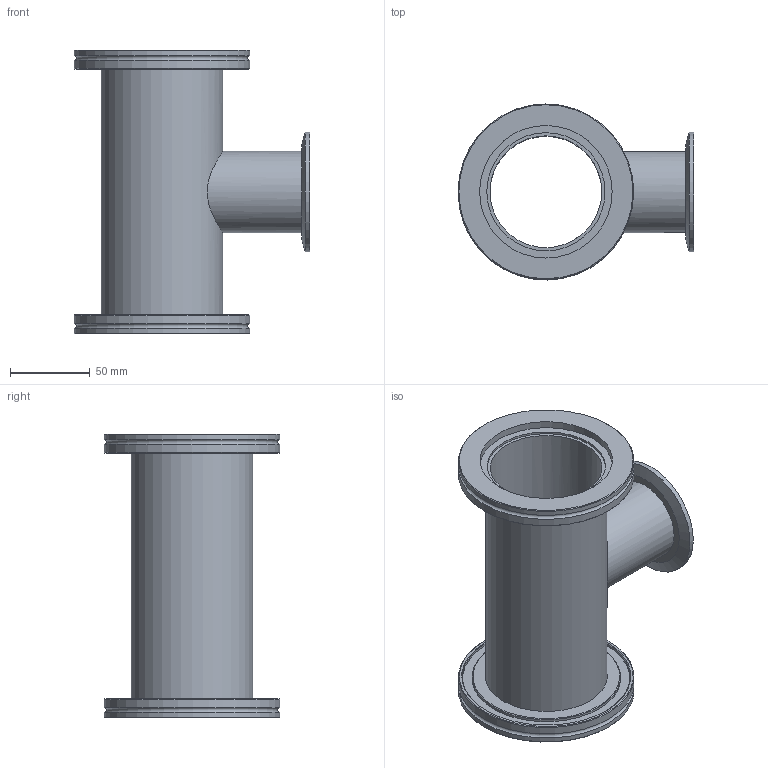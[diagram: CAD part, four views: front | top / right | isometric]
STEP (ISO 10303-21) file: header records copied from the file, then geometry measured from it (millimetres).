
FILE_DESCRIPTION(/* description */ (''),/* implementation_level */ '2;1');
FILE_NAME(/* name */ 'FL-RT80LF-50KF.stp',/* time_stamp */ '2019-01-29T15:31:02+00:00',/* author */ ('paul'),/* organization */ (''),/* preprocessor_version */ 'ST-DEVELOPER v17.2',/* originating_system */ 'Autodesk Inventor 2019',/* authorisation */ '');
FILE_SCHEMA (('AUTOMOTIVE_DESIGN { 1 0 10303 214 3 1 1 }'));
Length unit declared in the file: millimetre
Products named in the file (5): FL-RT80LF-50KF; Main tube; side tube; FL-80LF-W; FL-50KF-51W
Assembly tree (5 placements, depth 2):
  FL-RT80LF-50KF
    Main tube
    side tube
    FL-80LF-W  x2
    FL-50KF-51W
Bounding box: 147.7 x 110 x 177.8 mm (x, y, z)
Volume: 237068.7 mm3; surface area: 137091.5 mm2
Topology: 5 solids, 5 shells, 54 faces, 140 edges, 104 vertices
Faces by surface type: cylinder 24, plane 19, cone 9, torus 2
Full cylindrical faces by diameter (mm): 47.6 x1, 49.1 x1, 50.8 x2, 51 x1, 51.2 x1, 70 x1, 74 x2, 75 x1, 76.2 x1, 76.4 x2, 83 x2, 93 x2, 105 x2, 110 x4
Entity records: 1627 total; most frequent: CARTESIAN_POINT 479, DIRECTION 233, ORIENTED_EDGE 188, AXIS2_PLACEMENT_3D 105, EDGE_CURVE 94, VERTEX_POINT 70, CIRCLE 59, EDGE_LOOP 50
